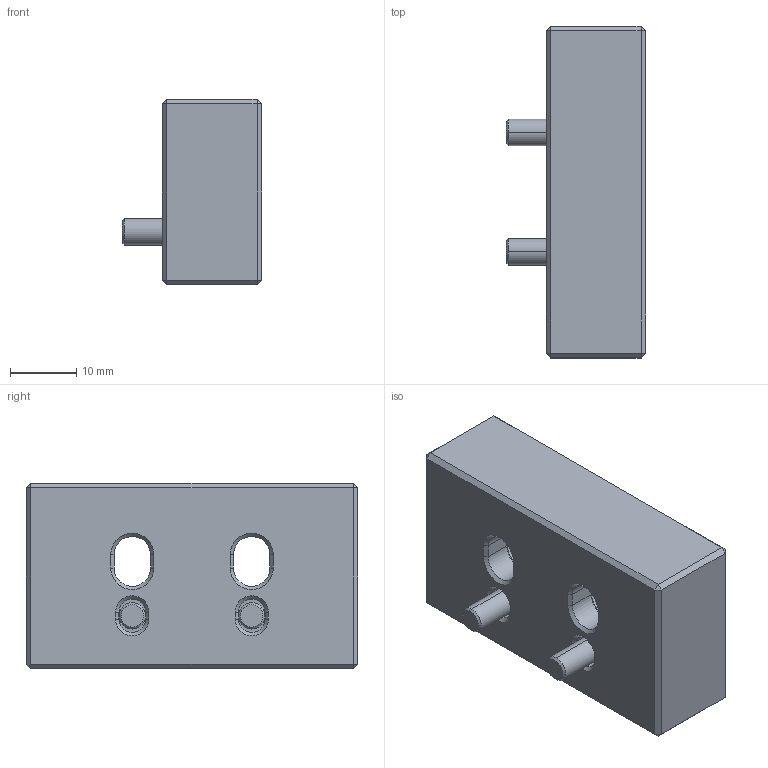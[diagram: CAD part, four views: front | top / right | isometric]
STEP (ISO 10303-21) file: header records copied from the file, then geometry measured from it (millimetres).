
FILE_DESCRIPTION (( 'STEP AP203' ), '1' );
FILE_NAME ('05-0552.STEP', '2024-10-07T15:51:04', ( '' ), ( '' ), 'SwSTEP 2.0', 'SolidWorks 2022', '' );
FILE_SCHEMA (( 'CONFIG_CONTROL_DESIGN' ));
Length unit declared in the file: inch
Products named in the file (6): 05-0552; PIN-D4X9.5L_6; PHA--K2-15-T05  °òÂ¦­±³n¤ö  (05-0Wyb—ßŽ_r; PIN-D4X9.5L; PHA--K2-15-T05  °òÂ¦­±³n¤ö  (05-0Wyb—ßŽ_r_3; PIN-D4X9.5L_15
Assembly tree (5 placements, depth 3):
  05-0552
    PHA--K2-15-T05  °òÂ¦­±³n¤ö  (05-0Wyb—ßŽ_r
      PHA--K2-15-T05  °òÂ¦­±³n¤ö  (05-0Wyb—ßŽ_r_3
    PIN-D4X9.5L
      PIN-D4X9.5L_6
      PIN-D4X9.5L_15
Bounding box: 21 x 50 x 28 mm (x, y, z)
Volume: 18976.2 mm3; surface area: 6081.9 mm2
Topology: 3 solids, 3 shells, 106 faces, 232 edges, 136 vertices
Faces by surface type: plane 60, cone 28, cylinder 18
Entity records: 3499 total; most frequent: DIRECTION 531, CARTESIAN_POINT 491, ORIENTED_EDGE 464, EDGE_CURVE 232, AXIS2_PLACEMENT_3D 186, VECTOR 159, LINE 159, VERTEX_POINT 136
